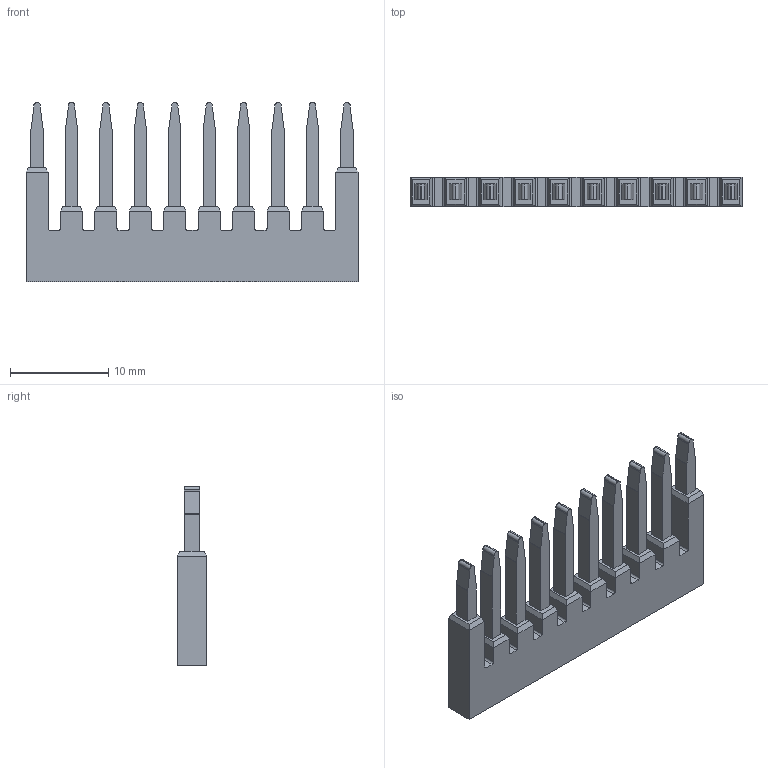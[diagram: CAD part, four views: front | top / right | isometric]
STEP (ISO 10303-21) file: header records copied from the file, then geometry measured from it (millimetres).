
FILE_DESCRIPTION( ( 'STEP AP214' ), '1' );
FILE_NAME( '零件1.stp', '2022-12-30T10:34:05', ( ' ' ), ( ' ' ), 'XStep 1.0', ' ', ' ' );
FILE_SCHEMA( ( 'CONFIG_CONTROL_DESIGN) ( )' ) );
Length unit declared in the file: metre
Products named in the file (1): 3.5-02
Bounding box: 33.75 x 3 x 18.2 mm (x, y, z)
Volume: 918.2 mm3; surface area: 1420.1 mm2
Topology: 1 solids, 1 shells, 230 faces, 614 edges, 396 vertices
Faces by surface type: plane 172, cylinder 58
Entity records: 8586 total; most frequent: CARTESIAN_POINT 1241, ORIENTED_EDGE 1228, DIRECTION 1192, EDGE_CURVE 614, LINE 498, VECTOR 498, VERTEX_POINT 396, AXIS2_PLACEMENT_3D 347
